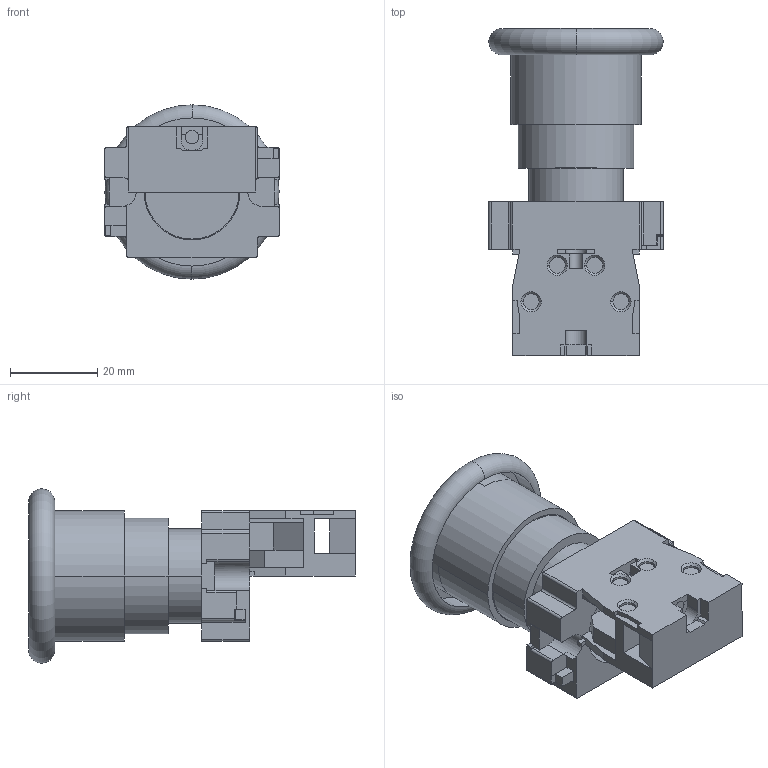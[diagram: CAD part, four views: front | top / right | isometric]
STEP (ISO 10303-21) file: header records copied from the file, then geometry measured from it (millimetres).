
FILE_DESCRIPTION((''),'2;1');
FILE_NAME('CDLA6H-BS_40_1NC_ROHS','2024-06-03T',('youjie.zhu'),(''),'PRO/ENGINEER BY PARAMETRIC TECHNOLOGY CORPORATION, 2015440','PRO/ENGINEER BY PARAMETRIC TECHNOLOGY CORPORATION, 2015440','');
FILE_SCHEMA(('CONFIG_CONTROL_DESIGN'));
Length unit declared in the file: millimetre
Products named in the file (1): CDLA6H-BS_40_1NC_ROHS
Bounding box: 40 x 75 x 40 mm (x, y, z)
Volume: 40583.8 mm3; surface area: 16268.6 mm2
Topology: 2 solids, 2 shells, 200 faces, 584 edges, 382 vertices
Faces by surface type: plane 138, cylinder 50, cone 8, torus 4
Entity records: 6684 total; most frequent: CARTESIAN_POINT 1183, ORIENTED_EDGE 1168, DIRECTION 1131, EDGE_CURVE 584, VECTOR 429, LINE 429, VERTEX_POINT 382, AXIS2_PLACEMENT_3D 351
